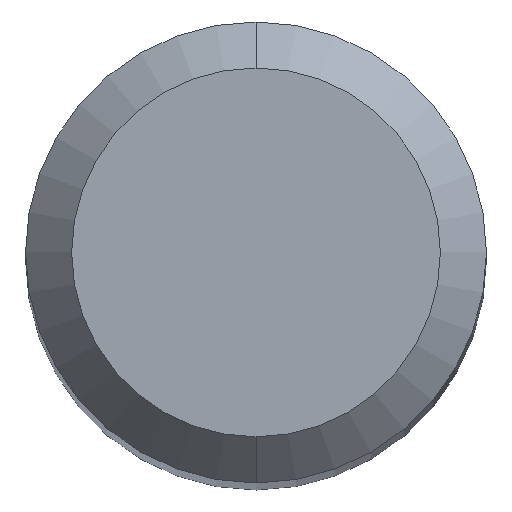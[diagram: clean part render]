
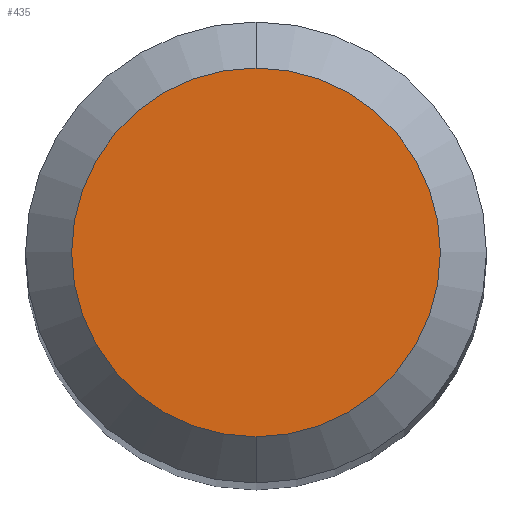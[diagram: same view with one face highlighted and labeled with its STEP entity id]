
A CAD part, top view. The second image highlights one B-rep face of the part: STEP entity #435.
In plain terms, the highlighted planar face has unit normal (0, 0, 1).
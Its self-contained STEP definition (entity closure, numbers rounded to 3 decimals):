
#285=EDGE_CURVE('',#405,#289,#604,.T.);
#289=VERTEX_POINT('',#608);
#355=EDGE_CURVE('',#289,#405,#678,.T.);
#405=VERTEX_POINT('',#736);
#435=ADVANCED_FACE('',(#767),#768,.T.);
#604=CIRCLE('',#1046,1.2);
#608=CARTESIAN_POINT('',(0.,-1.2,0.0));
#678=CIRCLE('',#1190,1.2);
#736=CARTESIAN_POINT('',(0.0,1.2,0.0));
#767=FACE_OUTER_BOUND('',#1395,.T.);
#768=PLANE('',#1396);
#1046=AXIS2_PLACEMENT_3D('',#1573,#1574,#1575);
#1190=AXIS2_PLACEMENT_3D('',#1642,#1643,#1644);
#1395=EDGE_LOOP('',(#1756,#1757));
#1396=AXIS2_PLACEMENT_3D('',#1758,#1759,#1760);
#1573=CARTESIAN_POINT('',(0.0,0.0,0.0));
#1574=DIRECTION('',(0.0,0.0,-1.0));
#1575=DIRECTION('',(0.0,1.0,0.0));
#1642=CARTESIAN_POINT('',(0.0,0.0,0.0));
#1643=DIRECTION('',(0.0,0.0,-1.0));
#1644=DIRECTION('',(0.0,1.0,0.0));
#1756=ORIENTED_EDGE('',*,*,#285,.F.);
#1757=ORIENTED_EDGE('',*,*,#355,.F.);
#1758=CARTESIAN_POINT('',(0.0,0.6,0.0));
#1759=DIRECTION('',(-0.0,0.0,1.0));
#1760=DIRECTION('',(0.0,-1.0,0.0));
